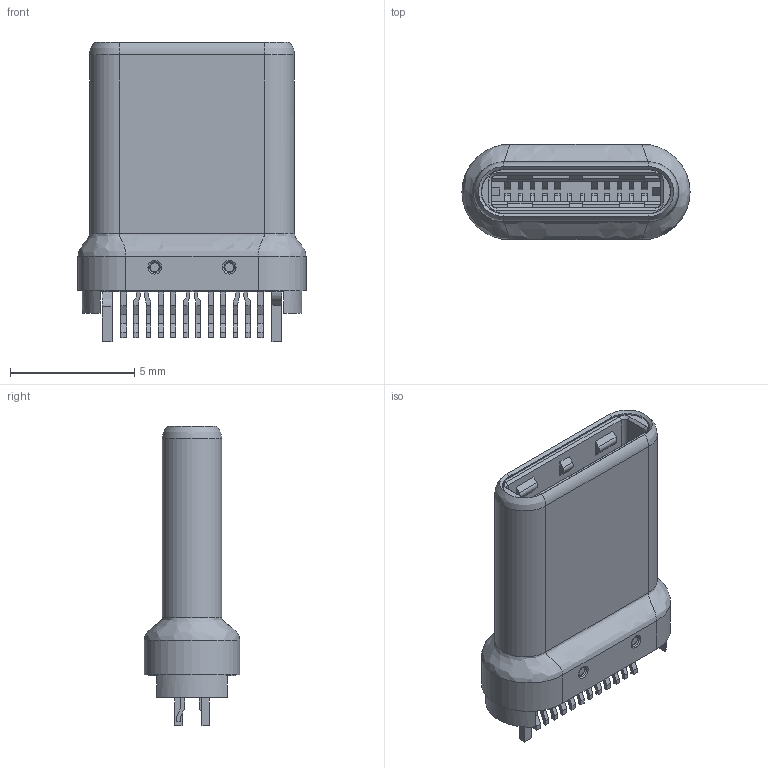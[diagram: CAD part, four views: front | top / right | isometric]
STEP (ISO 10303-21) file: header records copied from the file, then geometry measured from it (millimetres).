
FILE_DESCRIPTION(('FreeCAD Model'),'2;1');
FILE_NAME('test.step','2018-08-22T12:31:03',('Stefan Hamminga'),(''), 'Open CASCADE STEP processor 7.3','FreeCAD','Unknown');
FILE_SCHEMA(('AUTOMOTIVE_DESIGN_CC2 { 1 2 10303 214 -1 1 5 4 }'));
Length unit declared in the file: millimetre
Products named in the file (3): _054440001; SOLID; COMPOUND
Assembly tree (2 placements, depth 2):
  _054440001
    SOLID
    COMPOUND
Bounding box: 9.18 x 3.84 x 12.04 mm (x, y, z)
Volume: 185.2 mm3; surface area: 410.8 mm2
Topology: 1 solids, 1 shells, 648 faces, 1829 edges, 1529 vertices
Faces by surface type: plane 558, cylinder 58, torus 16, bspline 10, cone 6
Entity records: 22779 total; most frequent: CARTESIAN_POINT 5057, ORIENTED_EDGE 3466, DIRECTION 3282, EDGE_CURVE 1733, LINE 1626, VECTOR 1626, VERTEX_POINT 1145, AXIS2_PLACEMENT_3D 828
